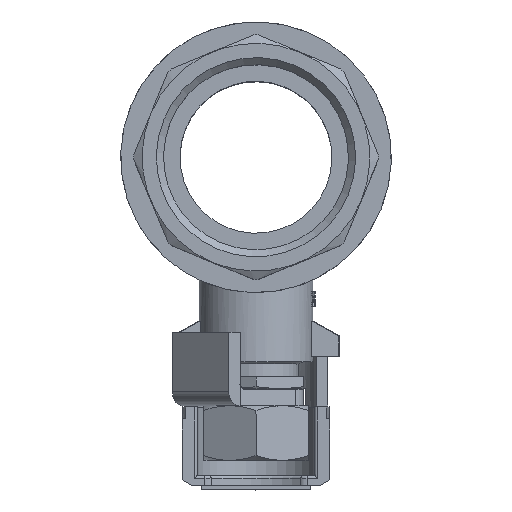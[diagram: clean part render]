
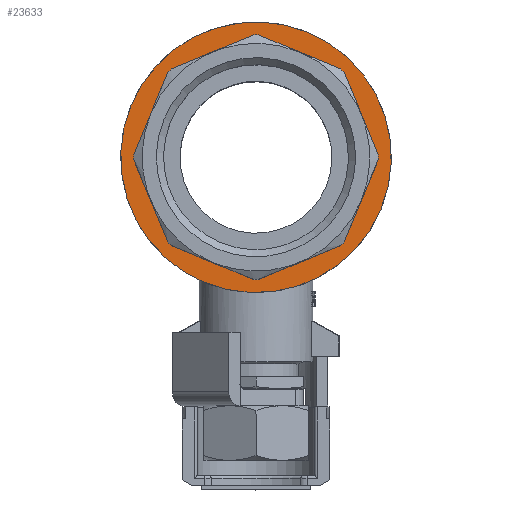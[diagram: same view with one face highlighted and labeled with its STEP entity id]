
A CAD part, top view. The second image highlights one B-rep face of the part: STEP entity #23633.
In plain terms, the highlighted planar face has unit normal (0, 0, 1).
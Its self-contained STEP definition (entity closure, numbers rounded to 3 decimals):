
#1917=PLANE('',#33569);
#3081=LINE('',#46022,#4617);
#3082=LINE('',#46026,#4618);
#3083=LINE('',#46030,#4619);
#3084=LINE('',#46034,#4620);
#3085=LINE('',#46038,#4621);
#3086=LINE('',#46042,#4622);
#3087=LINE('',#46046,#4623);
#3088=LINE('',#46050,#4624);
#4617=VECTOR('',#37198,1000.);
#4618=VECTOR('',#37201,1000.);
#4619=VECTOR('',#37204,1000.);
#4620=VECTOR('',#37207,1000.);
#4621=VECTOR('',#37210,1000.);
#4622=VECTOR('',#37213,1000.);
#4623=VECTOR('',#37216,1000.);
#4624=VECTOR('',#37219,1000.);
#6297=ORIENTED_EDGE('',*,*,#13728,.T.);
#6298=ORIENTED_EDGE('',*,*,#13730,.F.);
#6299=ORIENTED_EDGE('',*,*,#13731,.T.);
#6300=ORIENTED_EDGE('',*,*,#13732,.F.);
#6301=ORIENTED_EDGE('',*,*,#13733,.T.);
#6302=ORIENTED_EDGE('',*,*,#13734,.F.);
#6303=ORIENTED_EDGE('',*,*,#13735,.T.);
#6304=ORIENTED_EDGE('',*,*,#13736,.F.);
#6305=ORIENTED_EDGE('',*,*,#13737,.T.);
#6306=ORIENTED_EDGE('',*,*,#13738,.F.);
#6307=ORIENTED_EDGE('',*,*,#13739,.T.);
#6308=ORIENTED_EDGE('',*,*,#13740,.F.);
#6309=ORIENTED_EDGE('',*,*,#13741,.T.);
#6310=ORIENTED_EDGE('',*,*,#13742,.F.);
#6311=ORIENTED_EDGE('',*,*,#13743,.T.);
#6312=ORIENTED_EDGE('',*,*,#13744,.F.);
#6313=ORIENTED_EDGE('',*,*,#13745,.T.);
#13728=EDGE_CURVE('',#17464,#17464,#19940,.T.);
#13730=EDGE_CURVE('',#17466,#17467,#19942,.T.);
#13731=EDGE_CURVE('',#17466,#17468,#3081,.T.);
#13732=EDGE_CURVE('',#17469,#17468,#19943,.T.);
#13733=EDGE_CURVE('',#17469,#17470,#3082,.T.);
#13734=EDGE_CURVE('',#17471,#17470,#19944,.T.);
#13735=EDGE_CURVE('',#17471,#17472,#3083,.T.);
#13736=EDGE_CURVE('',#17473,#17472,#19945,.T.);
#13737=EDGE_CURVE('',#17473,#17474,#3084,.T.);
#13738=EDGE_CURVE('',#17475,#17474,#19946,.T.);
#13739=EDGE_CURVE('',#17475,#17476,#3085,.T.);
#13740=EDGE_CURVE('',#17477,#17476,#19947,.T.);
#13741=EDGE_CURVE('',#17477,#17478,#3086,.T.);
#13742=EDGE_CURVE('',#17479,#17478,#19948,.T.);
#13743=EDGE_CURVE('',#17479,#17480,#3087,.T.);
#13744=EDGE_CURVE('',#17481,#17480,#19949,.T.);
#13745=EDGE_CURVE('',#17481,#17467,#3088,.T.);
#17464=VERTEX_POINT('',#46015);
#17466=VERTEX_POINT('',#46020);
#17467=VERTEX_POINT('',#46021);
#17468=VERTEX_POINT('',#46023);
#17469=VERTEX_POINT('',#46025);
#17470=VERTEX_POINT('',#46027);
#17471=VERTEX_POINT('',#46029);
#17472=VERTEX_POINT('',#46031);
#17473=VERTEX_POINT('',#46033);
#17474=VERTEX_POINT('',#46035);
#17475=VERTEX_POINT('',#46037);
#17476=VERTEX_POINT('',#46039);
#17477=VERTEX_POINT('',#46041);
#17478=VERTEX_POINT('',#46043);
#17479=VERTEX_POINT('',#46045);
#17480=VERTEX_POINT('',#46047);
#17481=VERTEX_POINT('',#46049);
#19940=CIRCLE('',#33567,28.5);
#19942=CIRCLE('',#33570,25.75);
#19943=CIRCLE('',#33571,25.75);
#19944=CIRCLE('',#33572,25.75);
#19945=CIRCLE('',#33573,25.75);
#19946=CIRCLE('',#33574,25.75);
#19947=CIRCLE('',#33575,25.75);
#19948=CIRCLE('',#33576,25.75);
#19949=CIRCLE('',#33577,25.75);
#20457=EDGE_LOOP('',(#6297));
#20458=EDGE_LOOP('',(#6298,#6299,#6300,#6301,#6302,#6303,#6304,#6305,#6306,
#6307,#6308,#6309,#6310,#6311,#6312,#6313));
#21975=FACE_BOUND('',#20457,.T.);
#21976=FACE_BOUND('',#20458,.T.);
#23633=ADVANCED_FACE('',(#21975,#21976),#1917,.T.);
#33567=AXIS2_PLACEMENT_3D('',#46014,#37190,#37191);
#33569=AXIS2_PLACEMENT_3D('',#46018,#37194,#37195);
#33570=AXIS2_PLACEMENT_3D('',#46019,#37196,#37197);
#33571=AXIS2_PLACEMENT_3D('',#46024,#37199,#37200);
#33572=AXIS2_PLACEMENT_3D('',#46028,#37202,#37203);
#33573=AXIS2_PLACEMENT_3D('',#46032,#37205,#37206);
#33574=AXIS2_PLACEMENT_3D('',#46036,#37208,#37209);
#33575=AXIS2_PLACEMENT_3D('',#46040,#37211,#37212);
#33576=AXIS2_PLACEMENT_3D('',#46044,#37214,#37215);
#33577=AXIS2_PLACEMENT_3D('',#46048,#37217,#37218);
#37190=DIRECTION('',(0.,0.,1.));
#37191=DIRECTION('',(1.,0.,0.));
#37194=DIRECTION('',(0.,0.,1.));
#37195=DIRECTION('',(1.,0.,0.));
#37196=DIRECTION('',(0.,0.,1.));
#37197=DIRECTION('',(1.,0.,0.));
#37198=DIRECTION('',(-0.707,0.707,0.));
#37199=DIRECTION('',(0.,0.,1.));
#37200=DIRECTION('',(1.,0.,0.));
#37201=DIRECTION('',(0.,1.,0.));
#37202=DIRECTION('',(0.,0.,1.));
#37203=DIRECTION('',(1.,0.,0.));
#37204=DIRECTION('',(0.707,0.707,0.));
#37205=DIRECTION('',(0.,0.,1.));
#37206=DIRECTION('',(1.,0.,0.));
#37207=DIRECTION('',(1.,0.,0.));
#37208=DIRECTION('',(0.,0.,1.));
#37209=DIRECTION('',(1.,0.,0.));
#37210=DIRECTION('',(0.707,-0.707,0.));
#37211=DIRECTION('',(0.,0.,1.));
#37212=DIRECTION('',(1.,0.,0.));
#37213=DIRECTION('',(0.,-1.,0.));
#37214=DIRECTION('',(0.,0.,1.));
#37215=DIRECTION('',(1.,0.,0.));
#37216=DIRECTION('',(-0.707,-0.707,0.));
#37217=DIRECTION('',(0.,0.,1.));
#37218=DIRECTION('',(1.,0.,0.));
#37219=DIRECTION('',(-1.,0.,0.));
#46014=CARTESIAN_POINT('',(0.,0.,62.));
#46015=CARTESIAN_POINT('',(28.5,0.,62.));
#46018=CARTESIAN_POINT('',(-6.945,-26.482,62.));
#46019=CARTESIAN_POINT('',(0.,0.,62.));
#46020=CARTESIAN_POINT('',(-10.373,-23.568,62.));
#46021=CARTESIAN_POINT('',(-9.331,-24.,62.));
#46022=CARTESIAN_POINT('',(-6.945,-26.996,62.));
#46023=CARTESIAN_POINT('',(-23.568,-10.373,62.));
#46024=CARTESIAN_POINT('',(0.,0.,62.));
#46025=CARTESIAN_POINT('',(-24.,-9.331,62.));
#46026=CARTESIAN_POINT('',(-24.,-26.482,62.));
#46027=CARTESIAN_POINT('',(-24.,9.331,62.));
#46028=CARTESIAN_POINT('',(0.,0.,62.));
#46029=CARTESIAN_POINT('',(-23.568,10.373,62.));
#46030=CARTESIAN_POINT('',(-6.945,26.996,62.));
#46031=CARTESIAN_POINT('',(-10.373,23.568,62.));
#46032=CARTESIAN_POINT('',(0.,0.,62.));
#46033=CARTESIAN_POINT('',(-9.331,24.,62.));
#46034=CARTESIAN_POINT('',(-6.945,24.,62.));
#46035=CARTESIAN_POINT('',(9.331,24.,62.));
#46036=CARTESIAN_POINT('',(0.,0.,62.));
#46037=CARTESIAN_POINT('',(10.373,23.568,62.));
#46038=CARTESIAN_POINT('',(60.423,-26.482,62.));
#46039=CARTESIAN_POINT('',(23.568,10.373,62.));
#46040=CARTESIAN_POINT('',(0.,0.,62.));
#46041=CARTESIAN_POINT('',(24.,9.331,62.));
#46042=CARTESIAN_POINT('',(24.,-26.482,62.));
#46043=CARTESIAN_POINT('',(24.,-9.331,62.));
#46044=CARTESIAN_POINT('',(0.,0.,62.));
#46045=CARTESIAN_POINT('',(23.568,-10.373,62.));
#46046=CARTESIAN_POINT('',(7.459,-26.482,62.));
#46047=CARTESIAN_POINT('',(10.373,-23.568,62.));
#46048=CARTESIAN_POINT('',(0.,0.,62.));
#46049=CARTESIAN_POINT('',(9.331,-24.,62.));
#46050=CARTESIAN_POINT('',(-6.945,-24.,62.));
